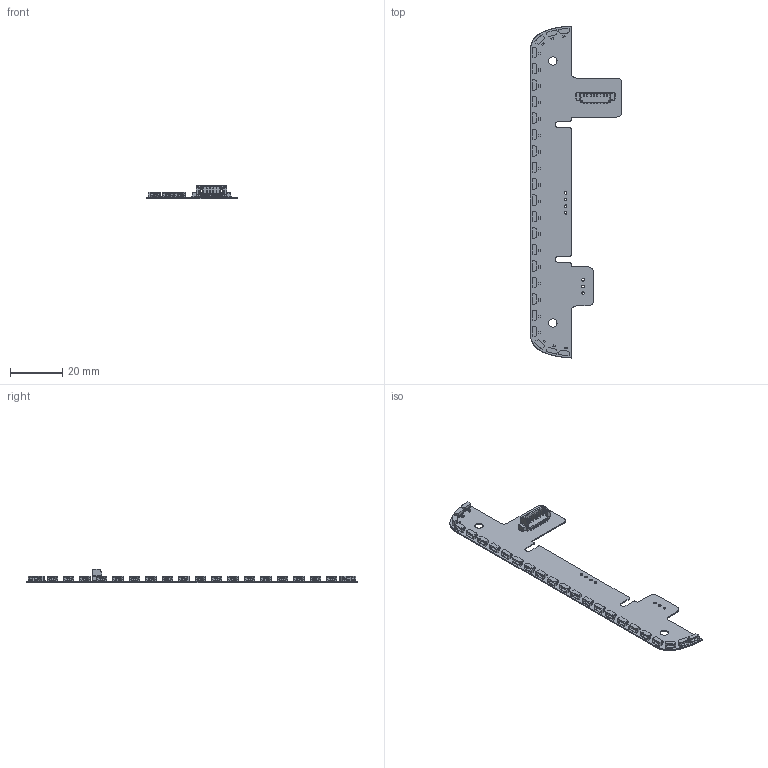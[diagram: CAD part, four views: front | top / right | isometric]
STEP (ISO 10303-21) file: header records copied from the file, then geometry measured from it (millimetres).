
FILE_DESCRIPTION(('Open CASCADE Model'),'2;1');
FILE_NAME('Open CASCADE Shape Model','2025-03-30T10:24:39',('Author'),( 'Open CASCADE'),'Open CASCADE STEP processor 7.5','Open CASCADE 7.5' ,'Unknown');
FILE_SCHEMA(('AUTOMOTIVE_DESIGN { 1 0 10303 214 1 1 1 1 }'));
Length unit declared in the file: millimetre
Products named in the file (55): PCB; Board; Open CASCADE STEP translator 7.5 3.1.1; X1; 53398-0890; ϲ4; User Library-Chip Cap_MLCC_0402 (1005); ϲ3; ϲ2; ϲ1; ϲ0; ϱ9; ϱ8; ϱ7; ϱ6; ϱ5; ϱ4; ϱ3; ϱ2; ϱ1; ϱ0; Ϲ; ϸ; Ϸ; ϶; ϵ; ϴ; ϳ; ϲ; ϱ; HL24; User Library-WS2812-4020; HL23; HL22; HL21; HL20; HL19; HL18; HL17; HL16 ...
Assembly tree (100 placements, depth 3):
  PCB
    Board
      Open CASCADE STEP translator 7.5 3.1.1
    X1
      53398-0890
    ϲ4
      User Library-Chip Cap_MLCC_0402 (1005)
    ϲ3
      User Library-Chip Cap_MLCC_0402 (1005)
    ϲ2
      User Library-Chip Cap_MLCC_0402 (1005)
    ϲ1
      User Library-Chip Cap_MLCC_0402 (1005)
    ϲ0
      User Library-Chip Cap_MLCC_0402 (1005)
    ϱ9
      User Library-Chip Cap_MLCC_0402 (1005)
    ϱ8
      User Library-Chip Cap_MLCC_0402 (1005)
    ϱ7
      User Library-Chip Cap_MLCC_0402 (1005)
    ϱ6
      User Library-Chip Cap_MLCC_0402 (1005)
    ϱ5
      User Library-Chip Cap_MLCC_0402 (1005)
    ϱ4
      User Library-Chip Cap_MLCC_0402 (1005)
    ϱ3
      User Library-Chip Cap_MLCC_0402 (1005)
    ϱ2
      User Library-Chip Cap_MLCC_0402 (1005)
    ϱ1
      User Library-Chip Cap_MLCC_0402 (1005)
    ϱ0
      User Library-Chip Cap_MLCC_0402 (1005)
    Ϲ
      User Library-Chip Cap_MLCC_0402 (1005)
    ϸ
      User Library-Chip Cap_MLCC_0402 (1005)
    Ϸ
      User Library-Chip Cap_MLCC_0402 (1005)
    ϶
      User Library-Chip Cap_MLCC_0402 (1005)
    ϵ
      User Library-Chip Cap_MLCC_0402 (1005)
    ϴ
      User Library-Chip Cap_MLCC_0402 (1005)
    ϳ
      User Library-Chip Cap_MLCC_0402 (1005)
    ϲ
      User Library-Chip Cap_MLCC_0402 (1005)
    ϱ
      User Library-Chip Cap_MLCC_0402 (1005)
    HL24
      User Library-WS2812-4020
    HL23
      User Library-WS2812-4020
    HL22
      User Library-WS2812-4020
    HL21
Bounding box: 35.08 x 126.7 x 5.11 mm (x, y, z)
Volume: 1273.7 mm3; surface area: 6414.1 mm2
Topology: 266 solids, 266 shells, 4755 faces, 11932 edges, 7614 vertices
Faces by surface type: plane 3736, cylinder 827, bspline 192
Full cylindrical faces by diameter (mm): 1 x7, 3.2 x2
Entity records: 40019 total; most frequent: CARTESIAN_POINT 7069, ORIENTED_EDGE 6782, DIRECTION 6133, EDGE_CURVE 3391, LINE 3253, VECTOR 3253, VERTEX_POINT 2232, AXIS2_PLACEMENT_3D 1440
